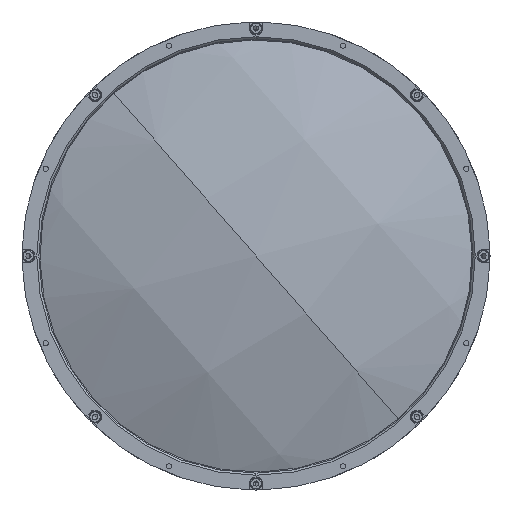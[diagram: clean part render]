
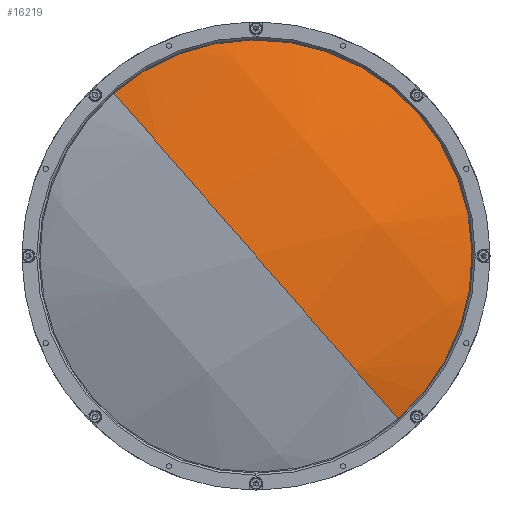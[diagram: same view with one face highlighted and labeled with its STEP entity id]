
A CAD part, left-side view. The second image highlights one B-rep face of the part: STEP entity #16219.
In plain terms, the highlighted spherical face has radius 264.145 mm.
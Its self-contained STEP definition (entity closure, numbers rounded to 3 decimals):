
#369 = AXIS2_PLACEMENT_3D ( 'NONE', #12224, #28767, #14625 ) ;
#1125 = EDGE_CURVE ( 'NONE', #10926, #3424, #27497, .T. ) ;
#1464 = ORIENTED_EDGE ( 'NONE', *, *, #1125, .T. ) ;
#2980 = ORIENTED_EDGE ( 'NONE', *, *, #12784, .F. ) ;
#3424 = VERTEX_POINT ( 'NONE', #9578 ) ;
#4221 = CARTESIAN_POINT ( 'NONE',  ( 18.666, 0., 0. ) ) ;
#5356 = CIRCLE ( 'NONE', #7492, 105. ) ;
#6646 = DIRECTION ( 'NONE',  ( 0., -0.753, 0.657 ) ) ;
#7397 = ORIENTED_EDGE ( 'NONE', *, *, #20522, .T. ) ;
#7492 = AXIS2_PLACEMENT_3D ( 'NONE', #4221, #20957, #6646 ) ;
#9578 = CARTESIAN_POINT ( 'NONE',  ( -3.1, 0., 0. ) ) ;
#10018 = DIRECTION ( 'NONE',  ( 0., -0.657, -0.753 ) ) ;
#10926 = VERTEX_POINT ( 'NONE', #11371 ) ;
#10990 = EDGE_LOOP ( 'NONE', ( #7397, #1464, #2980 ) ) ;
#11371 = CARTESIAN_POINT ( 'NONE',  ( 18.666, 69.034, 79.116 ) ) ;
#12105 = SPHERICAL_SURFACE ( 'NONE', #12883, 264.145 ) ;
#12224 = CARTESIAN_POINT ( 'NONE',  ( 261.045, 0., 0. ) ) ;
#12784 = EDGE_CURVE ( 'NONE', #30206, #3424, #26807, .T. ) ;
#12883 = AXIS2_PLACEMENT_3D ( 'NONE', #19556, #26539, #10018 ) ;
#13426 = DIRECTION ( 'NONE',  ( 0., -0.657, -0.753 ) ) ;
#14625 = DIRECTION ( 'NONE',  ( 0., 0.657, 0.753 ) ) ;
#16132 = CARTESIAN_POINT ( 'NONE',  ( 18.666, -69.034, -79.116 ) ) ;
#16219 = ADVANCED_FACE ( 'NONE', ( #25478 ), #12105, .T. ) ;
#17256 = AXIS2_PLACEMENT_3D ( 'NONE', #29315, #27581, #13426 ) ;
#19556 = CARTESIAN_POINT ( 'NONE',  ( 261.045, 0., 0. ) ) ;
#20522 = EDGE_CURVE ( 'NONE', #30206, #10926, #5356, .T. ) ;
#20957 = DIRECTION ( 'NONE',  ( -1., 0., 0. ) ) ;
#25478 = FACE_OUTER_BOUND ( 'NONE', #10990, .T. ) ;
#26539 = DIRECTION ( 'NONE',  ( 0., -0.753, 0.657 ) ) ;
#26807 = CIRCLE ( 'NONE', #369, 264.145 ) ;
#27497 = CIRCLE ( 'NONE', #17256, 264.145 ) ;
#27581 = DIRECTION ( 'NONE',  ( 0., -0.753, 0.657 ) ) ;
#28767 = DIRECTION ( 'NONE',  ( 0., 0.753, -0.657 ) ) ;
#29315 = CARTESIAN_POINT ( 'NONE',  ( 261.045, 0., 0. ) ) ;
#30206 = VERTEX_POINT ( 'NONE', #16132 ) ;
